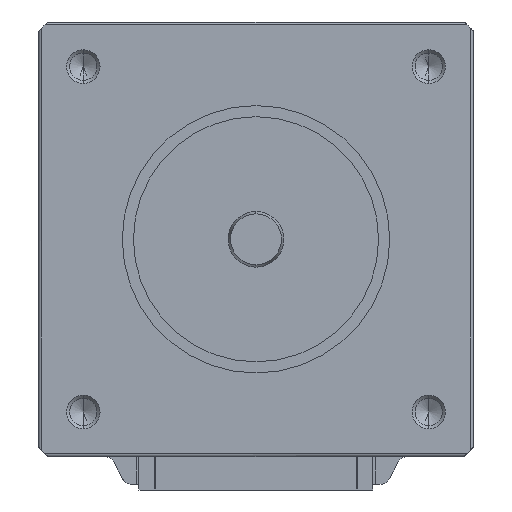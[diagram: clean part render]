
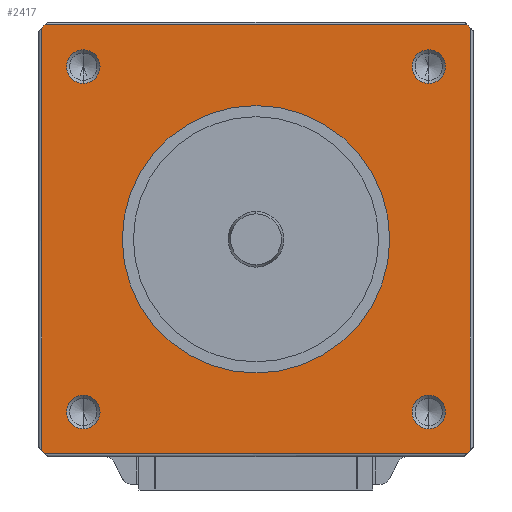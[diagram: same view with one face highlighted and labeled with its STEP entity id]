
A CAD part, left-side view. The second image highlights one B-rep face of the part: STEP entity #2417.
In plain terms, the highlighted planar face has unit normal (-1, 0, 0).
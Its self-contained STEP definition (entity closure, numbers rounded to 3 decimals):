
#1460=CARTESIAN_POINT('POINT2167',(0.,15.5,
   -14.));
#1461=VERTEX_POINT('VERTEX2167',#1460);
#1468=CARTESIAN_POINT('POINT2168',(0.,15.5,
   -17.));
#1469=VERTEX_POINT('VERTEX2168',#1468);
#1470=CARTESIAN_POINT('POS3146',(0.,15.5,
   -15.5));
#1471=DIRECTION('DIR4904',(1.,0.,0.));
#1472=DIRECTION('DIR4905',(0.,0.,1.));
#1473=AXIS2_PLACEMENT_3D('AXIS1759',#1470,#1471,#1472);
#1474=CIRCLE('ELLIPSE981',#1473,1.5);
#1475=EDGE_CURVE('EDGE3214',#1469,#1461,#1474,.T.);
#1495=EDGE_CURVE('EDGE3216',#1461,#1469,#1474,.T.);
#1500=CARTESIAN_POINT('POINT2169',(0.,-15.5,
   -14.));
#1501=VERTEX_POINT('VERTEX2169',#1500);
#1508=CARTESIAN_POINT('POINT2170',(0.,-15.5,
   -17.));
#1509=VERTEX_POINT('VERTEX2170',#1508);
#1510=CARTESIAN_POINT('POS3150',(0.,-15.5,
   -15.5));
#1511=DIRECTION('DIR4910',(1.,0.,0.));
#1512=DIRECTION('DIR4911',(0.,0.,1.));
#1513=AXIS2_PLACEMENT_3D('AXIS1761',#1510,#1511,#1512);
#1514=CIRCLE('ELLIPSE982',#1513,1.5);
#1515=EDGE_CURVE('EDGE3218',#1509,#1501,#1514,.T.);
#1535=EDGE_CURVE('EDGE3220',#1501,#1509,#1514,.T.);
#1540=CARTESIAN_POINT('POINT2171',(0.,15.5,
   17.));
#1541=VERTEX_POINT('VERTEX2171',#1540);
#1548=CARTESIAN_POINT('POINT2172',(0.,15.5,
   14.));
#1549=VERTEX_POINT('VERTEX2172',#1548);
#1550=CARTESIAN_POINT('POS3154',(0.,15.5,
   15.5));
#1551=DIRECTION('DIR4916',(1.,0.,0.));
#1552=DIRECTION('DIR4917',(0.,0.,1.));
#1553=AXIS2_PLACEMENT_3D('AXIS1763',#1550,#1551,#1552);
#1554=CIRCLE('ELLIPSE983',#1553,1.5);
#1555=EDGE_CURVE('EDGE3222',#1549,#1541,#1554,.T.);
#1575=EDGE_CURVE('EDGE3224',#1541,#1549,#1554,.T.);
#1580=CARTESIAN_POINT('POINT2173',(0.,-15.5,
   17.));
#1581=VERTEX_POINT('VERTEX2173',#1580);
#1588=CARTESIAN_POINT('POINT2174',(0.,-15.5,
   14.));
#1589=VERTEX_POINT('VERTEX2174',#1588);
#1590=CARTESIAN_POINT('POS3158',(0.,-15.5,
   15.5));
#1591=DIRECTION('DIR4922',(1.,0.,0.));
#1592=DIRECTION('DIR4923',(0.,0.,1.));
#1593=AXIS2_PLACEMENT_3D('AXIS1765',#1590,#1591,#1592);
#1594=CIRCLE('ELLIPSE984',#1593,1.5);
#1595=EDGE_CURVE('EDGE3226',#1589,#1581,#1594,.T.);
#1615=EDGE_CURVE('EDGE3228',#1581,#1589,#1594,.T.);
#1620=CARTESIAN_POINT('POINT2175',(0.,0.,
   -12.));
#1621=VERTEX_POINT('VERTEX2175',#1620);
#1628=CARTESIAN_POINT('POINT2176',(0.,0.,
   12.));
#1629=VERTEX_POINT('VERTEX2176',#1628);
#1630=CARTESIAN_POINT('POS3162',(0.,0.,0.));
#1631=DIRECTION('DIR4928',(1.,0.,0.));
#1632=DIRECTION('DIR4929',(0.,0.,-1.));
#1633=AXIS2_PLACEMENT_3D('AXIS1767',#1630,#1631,#1632);
#1634=CIRCLE('ELLIPSE985',#1633,12.);
#1635=EDGE_CURVE('EDGE3230',#1629,#1621,#1634,.T.);
#1655=EDGE_CURVE('EDGE3232',#1621,#1629,#1634,.T.);
#2194=CARTESIAN_POINT('POINT2200',(0.,18.932,
   19.25));
#2195=VERTEX_POINT('VERTEX2200',#2194);
#2213=CARTESIAN_POINT('POINT2202',(0.,
   -18.932,19.25));
#2214=VERTEX_POINT('VERTEX2202',#2213);
#2215=CARTESIAN_POINT('POS3195',(0.,19.5,19.25));
#2216=DIRECTION('DIR4977',(0.,1.,0.));
#2217=VECTOR('VEC1413',#2216,1.);
#2218=LINE('STRAIGHT1413',#2215,#2217);
#2219=EDGE_CURVE('EDGE3272',#2214,#2195,#2218,.T.);
#2254=CARTESIAN_POINT('POINT2205',(0.,19.25,
   18.932));
#2255=VERTEX_POINT('VERTEX2205',#2254);
#2279=CARTESIAN_POINT('POINT2207',(0.,19.25,
   -18.932));
#2280=VERTEX_POINT('VERTEX2207',#2279);
#2296=CARTESIAN_POINT('POS3199',(0.,19.25,-19.5));
#2297=DIRECTION('DIR4982',(0.,0.,-1.));
#2298=VECTOR('VEC1416',#2297,1.);
#2299=LINE('STRAIGHT1416',#2296,#2298);
#2300=EDGE_CURVE('EDGE3278',#2255,#2280,#2299,.T.);
#2312=CARTESIAN_POINT('POINT2209',(0.,
   18.932,-19.25));
#2313=VERTEX_POINT('VERTEX2209',#2312);
#2335=CARTESIAN_POINT('POINT2211',(0.,
   -18.932,-19.25));
#2336=VERTEX_POINT('VERTEX2211',#2335);
#2350=CARTESIAN_POINT('POS3202',(0.,-19.5,-19.25));
#2351=DIRECTION('DIR4986',(0.,-1.,0.));
#2352=VECTOR('VEC1418',#2351,1.);
#2353=LINE('STRAIGHT1418',#2350,#2352);
#2354=EDGE_CURVE('EDGE3282',#2313,#2336,#2353,.T.);
#2364=ORIENTED_EDGE('COEDGE6525',*,*,#1655,.T.);
#2365=ORIENTED_EDGE('COEDGE6526',*,*,#1635,.T.);
#2366=EDGE_LOOP('NONE',(#2364,#2365));
#2367=FACE_BOUND('LOOP1',#2366,.T.);
#2368=ORIENTED_EDGE('COEDGE6527',*,*,#1615,.T.);
#2369=ORIENTED_EDGE('COEDGE6528',*,*,#1595,.T.);
#2370=EDGE_LOOP('NONE',(#2368,#2369));
#2371=FACE_BOUND('LOOP1',#2370,.T.);
#2372=ORIENTED_EDGE('COEDGE6529',*,*,#1575,.T.);
#2373=ORIENTED_EDGE('COEDGE6530',*,*,#1555,.T.);
#2374=EDGE_LOOP('NONE',(#2372,#2373));
#2375=FACE_BOUND('LOOP1',#2374,.T.);
#2376=ORIENTED_EDGE('COEDGE6531',*,*,#1535,.T.);
#2377=ORIENTED_EDGE('COEDGE6532',*,*,#1515,.T.);
#2378=EDGE_LOOP('NONE',(#2376,#2377));
#2379=FACE_BOUND('LOOP1',#2378,.T.);
#2380=ORIENTED_EDGE('COEDGE6533',*,*,#1495,.T.);
#2381=ORIENTED_EDGE('COEDGE6534',*,*,#1475,.T.);
#2382=EDGE_LOOP('NONE',(#2380,#2381));
#2383=FACE_BOUND('LOOP1',#2382,.T.);
#2384=ORIENTED_EDGE('COEDGE6535',*,*,#2219,.T.);
#2385=CARTESIAN_POINT('POS3204',(0.,0.,
   0.));
#2386=DIRECTION('DIR4989',(-1.,0.,0.));
#2387=DIRECTION('DIR4990',(0.,0.,-1.));
#2388=AXIS2_PLACEMENT_3D('AXIS1786',#2385,#2386,#2387);
#2389=CIRCLE('ELLIPSE992',#2388,27.);
#2390=EDGE_CURVE('EDGE3283',#2195,#2255,#2389,.T.);
#2391=ORIENTED_EDGE('COEDGE6536',*,*,#2390,.T.);
#2392=ORIENTED_EDGE('COEDGE6537',*,*,#2300,.T.);
#2393=EDGE_CURVE('EDGE3284',#2280,#2313,#2389,.T.);
#2394=ORIENTED_EDGE('COEDGE6538',*,*,#2393,.T.);
#2395=ORIENTED_EDGE('COEDGE6539',*,*,#2354,.T.);
#2396=CARTESIAN_POINT('POINT2212',(0.,-19.25,
   -18.932));
#2397=VERTEX_POINT('VERTEX2212',#2396);
#2398=EDGE_CURVE('EDGE3285',#2336,#2397,#2389,.T.);
#2399=ORIENTED_EDGE('COEDGE6540',*,*,#2398,.T.);
#2400=CARTESIAN_POINT('POINT2213',(0.,-19.25,
   18.932));
#2401=VERTEX_POINT('VERTEX2213',#2400);
#2402=CARTESIAN_POINT('POS3205',(0.,-19.25,19.5));
#2403=DIRECTION('DIR4991',(0.,0.,1.));
#2404=VECTOR('VEC1419',#2403,1.);
#2405=LINE('STRAIGHT1419',#2402,#2404);
#2406=EDGE_CURVE('EDGE3286',#2397,#2401,#2405,.T.);
#2407=ORIENTED_EDGE('COEDGE6541',*,*,#2406,.T.);
#2408=EDGE_CURVE('EDGE3287',#2401,#2214,#2389,.T.);
#2409=ORIENTED_EDGE('COEDGE6542',*,*,#2408,.T.);
#2410=EDGE_LOOP('NONE',(#2384,#2391,#2392,#2394,#2395,#2399,#2407,#2409)
   );
#2411=FACE_BOUND('LOOP1',#2410,.T.);
#2412=CARTESIAN_POINT('POS3206',(0.,0.,
   0.));
#2413=DIRECTION('DIR4992',(-1.,0.,0.));
#2414=DIRECTION('DIR4993',(0.,1.,0.));
#2415=AXIS2_PLACEMENT_3D('AXIS1787',#2412,#2413,#2414);
#2416=PLANE('PLANE418',#2415);
#2417=ADVANCED_FACE('FACE1242',(#2367,#2371,#2375,#2379,#2383,#2411),
   #2416,.T.);
